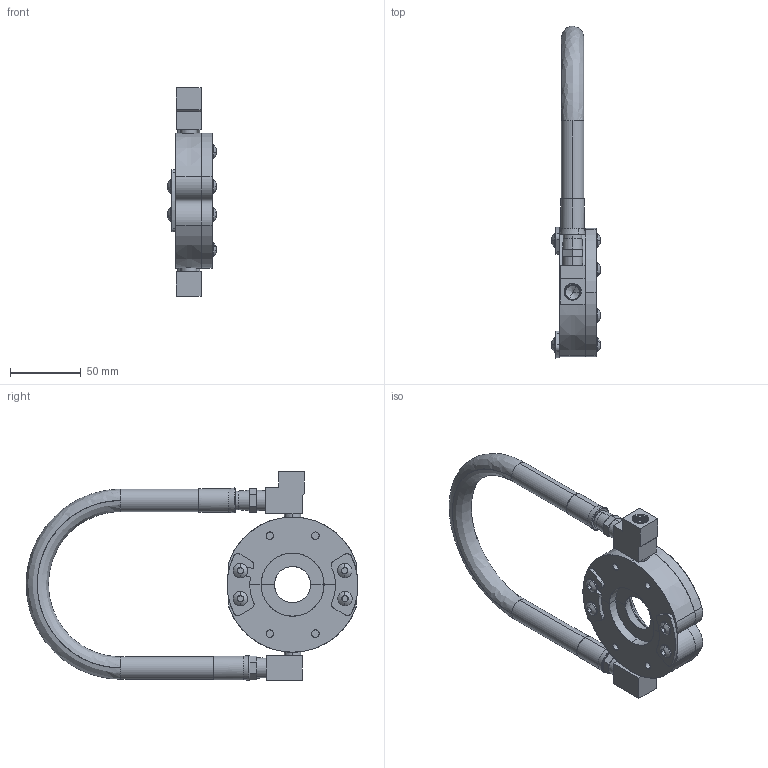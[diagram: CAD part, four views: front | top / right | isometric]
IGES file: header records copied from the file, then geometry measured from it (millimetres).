
Start section: SolidWorks IGES file using analytic representation for surfaces
Global section: file name: RB1AL.IGS; native system: SolidWorks 2016; preprocessor: SolidWorks 2016; author: AndyW; date: 171107.121559; units: millimetre
Bounding box: 34.27 x 234.03 x 147.22 mm (x, y, z)
Surface area: 76841 mm2 (no closed solid volume)
Topology: 0 solids, 0 shells, 522 faces, 6758 edges, 6752 vertices
Faces by surface type: bspline 317, revolution 205
